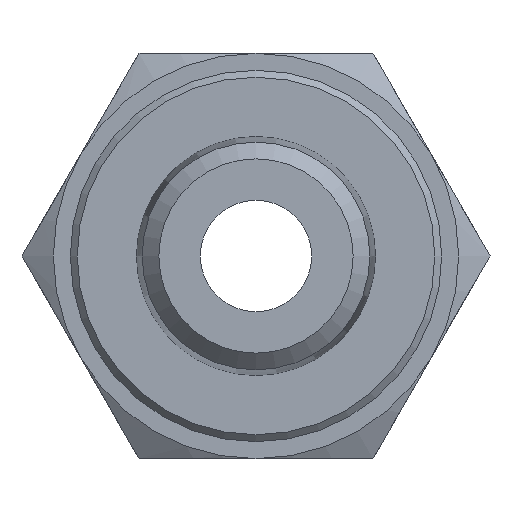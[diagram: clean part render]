
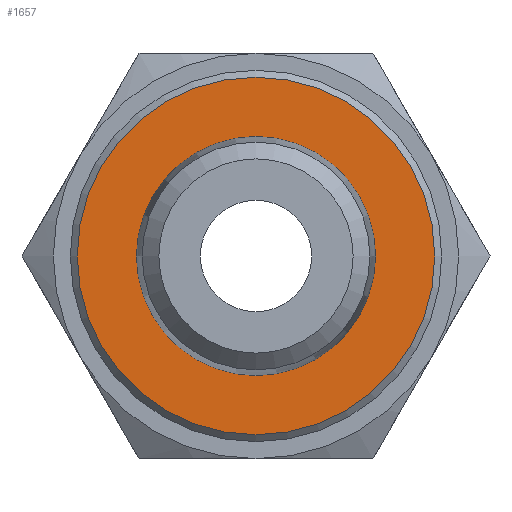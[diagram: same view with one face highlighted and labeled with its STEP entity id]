
A CAD part, front view. The second image highlights one B-rep face of the part: STEP entity #1657.
In plain terms, the highlighted planar face has unit normal (0, -1, 0).
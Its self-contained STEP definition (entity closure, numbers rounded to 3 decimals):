
#1623=CARTESIAN_POINT('',(-5.15,8.5,0.0));
#1624=VERTEX_POINT('',#1623);
#1625=CARTESIAN_POINT('',(0.0,8.5,0.0));
#1626=DIRECTION('',(0.0,1.0,0.0));
#1627=DIRECTION('',(-1.0,0.0,0.0));
#1628=AXIS2_PLACEMENT_3D('',#1625,#1626,#1627);
#1629=CIRCLE('',#1628,5.15);
#1630=EDGE_CURVE('',#1624,#1624,#1629,.T.);
#1638=CARTESIAN_POINT('',(-6.425,8.5,0.0));
#1639=DIRECTION('',(0.0,-1.0,0.0));
#1640=DIRECTION('',(0.0,0.0,-1.0));
#1641=AXIS2_PLACEMENT_3D('',#1638,#1639,#1640);
#1642=PLANE('',#1641);
#1643=CARTESIAN_POINT('',(-7.7,8.5,0.0));
#1644=VERTEX_POINT('',#1643);
#1645=CARTESIAN_POINT('',(0.0,8.5,0.0));
#1646=DIRECTION('',(0.0,1.0,0.0));
#1647=DIRECTION('',(-1.0,0.0,0.0));
#1648=AXIS2_PLACEMENT_3D('',#1645,#1646,#1647);
#1649=CIRCLE('',#1648,7.7);
#1650=EDGE_CURVE('',#1644,#1644,#1649,.T.);
#1651=ORIENTED_EDGE('',*,*,#1650,.F.);
#1652=EDGE_LOOP('',(#1651));
#1653=FACE_OUTER_BOUND('',#1652,.T.);
#1654=ORIENTED_EDGE('',*,*,#1630,.T.);
#1655=EDGE_LOOP('',(#1654));
#1656=FACE_BOUND('',#1655,.T.);
#1657=ADVANCED_FACE('',(#1653,#1656),#1642,.T.);
